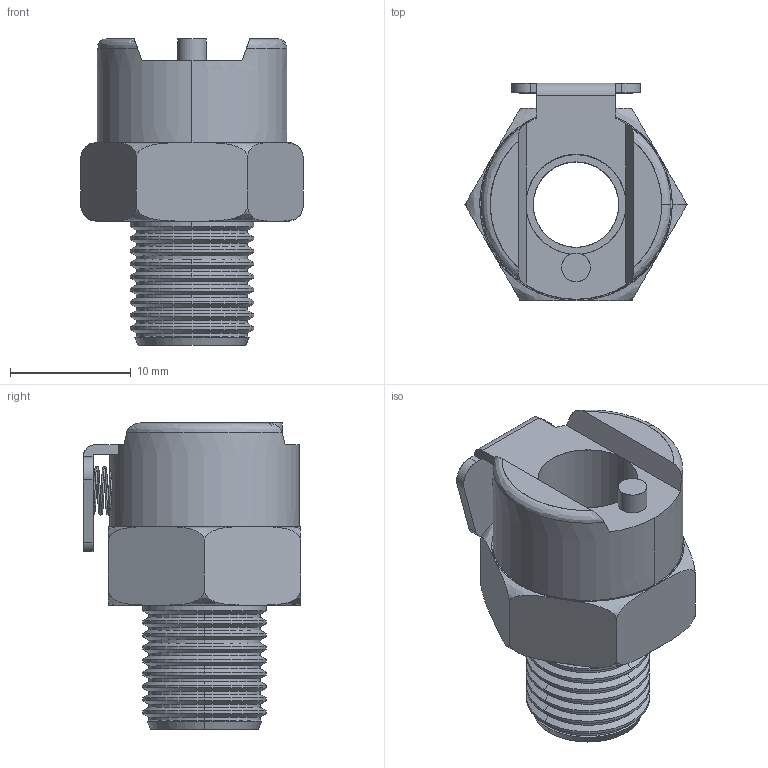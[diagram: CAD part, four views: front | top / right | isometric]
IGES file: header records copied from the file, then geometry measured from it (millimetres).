
Start section: SolidWorks IGES file using analytic representation for surfaces
Global section: file name: 20CB-S1-02.IGS; native system: SolidWorks 2017; preprocessor: SolidWorks 2017; author: wtsang; date: 170106.144056; units: inch
Bounding box: 18.45 x 18.05 x 25.4 mm (x, y, z)
Surface area: 2380.5 mm2 (no closed solid volume)
Topology: 0 solids, 0 shells, 139 faces, 1609 edges, 1609 vertices
Faces by surface type: revolution 88, bspline 51
